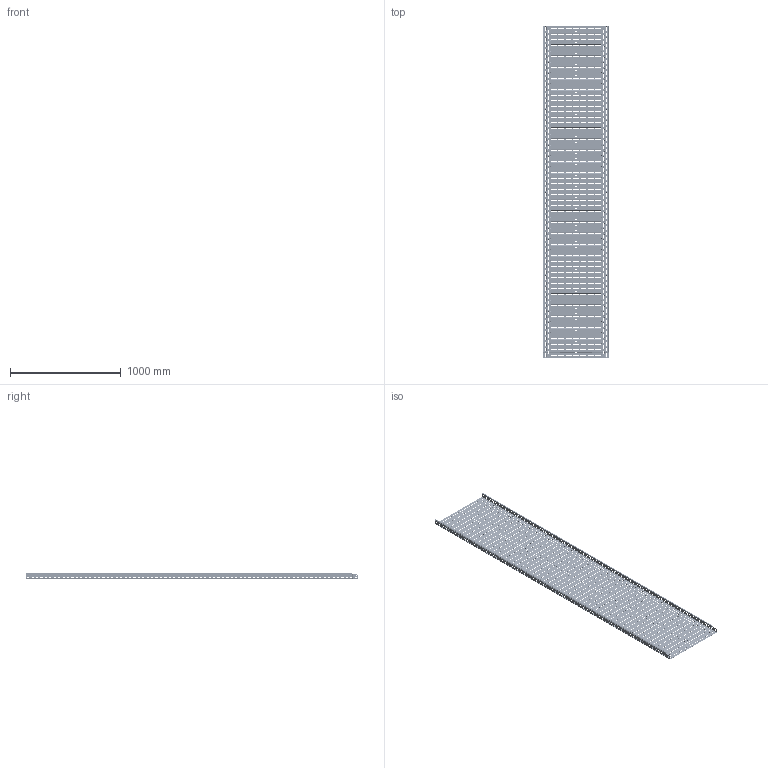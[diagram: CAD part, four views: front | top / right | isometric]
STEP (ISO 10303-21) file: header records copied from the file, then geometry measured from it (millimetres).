
FILE_DESCRIPTION(/* description */ (''),/* implementation_level */ '2;1');
FILE_NAME(/* name */ 'KGJ600H50_3.stp',/* time_stamp */ '2020-03-24T13:34:01+01:00',/* author */ ('stanislaw.luczak'),/* organization */ (''),/* preprocessor_version */ 'ST-DEVELOPER v18',/* originating_system */ 'Autodesk Inventor 2020',/* authorisation */ '');
FILE_SCHEMA (('AUTOMOTIVE_DESIGN { 1 0 10303 214 3 1 1 }'));
Products named in the file (1): KGJ600H60_3
Bounding box: 602 x 3000 x 52.17 mm (x, y, z)
Volume: 1925091.3 mm3; surface area: 3943604 mm2
Topology: 1 solids, 1 shells, 14520 faces, 35407 edges, 21677 vertices
Faces by surface type: plane 5533, cylinder 5371, torus 2390, cone 1192, bspline 34
Full cylindrical faces by diameter (mm): 11 x44
Entity records: 428981 total; most frequent: DIRECTION 79428, CARTESIAN_POINT 72687, ORIENTED_EDGE 70814, EDGE_CURVE 35407, AXIS2_PLACEMENT_3D 29578, VERTEX_POINT 21677, LINE 20272, VECTOR 20272
